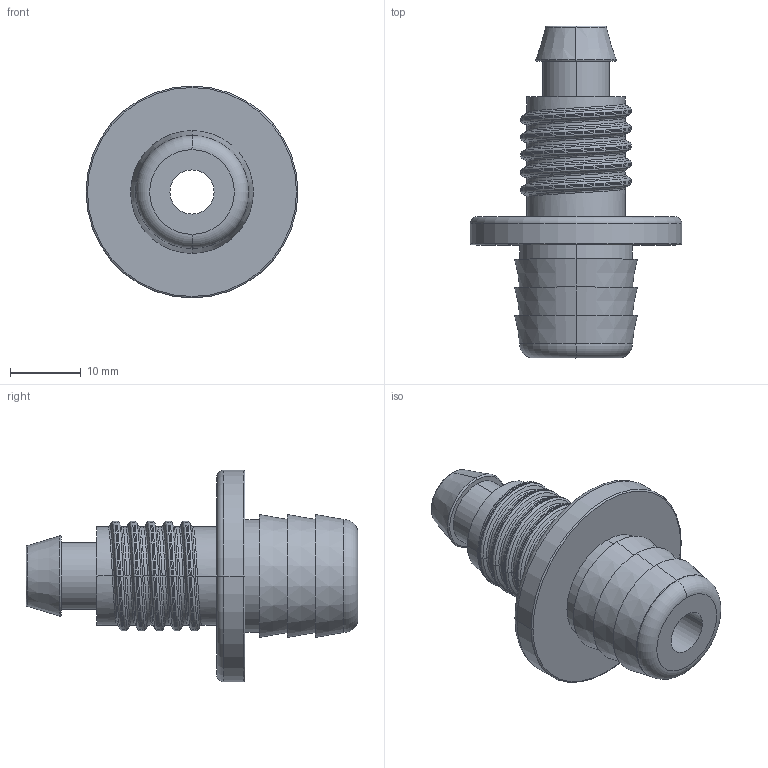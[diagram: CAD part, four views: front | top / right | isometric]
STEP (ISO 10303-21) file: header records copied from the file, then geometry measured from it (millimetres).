
FILE_DESCRIPTION(('CATIA V5 STEP Exchange'),'2;1');
FILE_NAME('BOSCHUNG_SM_V1_TANK_OUT.stp','2023-11-20T13:57:36+00:00',('none'),('none'),'CATIA Unofficial Packaging Version SP3','CATIA V5 STEP AP203','none');
FILE_SCHEMA(('CONFIG_CONTROL_DESIGN'));
Length unit declared in the file: millimetre
Products named in the file (1): BOSCHUNG_SM_V1_TANK_OUT
Bounding box: 30 x 47 x 30 mm (x, y, z)
Volume: 8323 mm3; surface area: 4799.2 mm2
Topology: 1 solids, 1 shells, 132 faces, 279 edges, 159 vertices
Faces by surface type: bspline 80, cylinder 23, plane 11, torus 10, cone 8
Entity records: 5411 total; most frequent: CARTESIAN_POINT 3365, ORIENTED_EDGE 550, EDGE_CURVE 275, DIRECTION 172, VERTEX_POINT 152, EDGE_LOOP 141, ADVANCED_FACE 132, FACE_OUTER_BOUND 132
